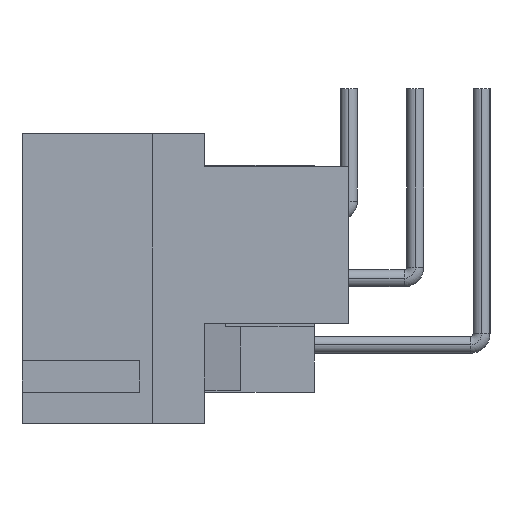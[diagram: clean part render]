
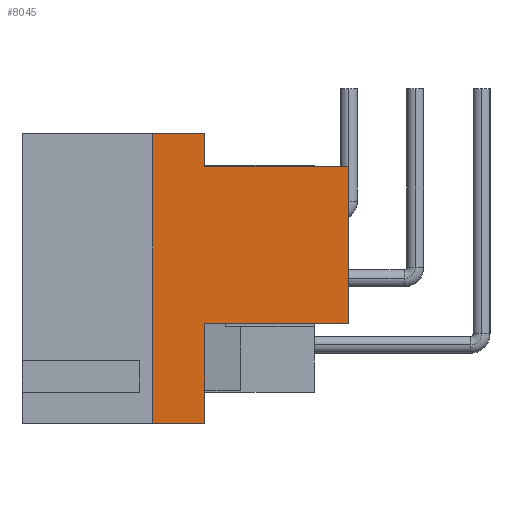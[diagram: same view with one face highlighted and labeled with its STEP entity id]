
A CAD part, left-side view. The second image highlights one B-rep face of the part: STEP entity #8045.
In plain terms, the highlighted planar face has unit normal (-1, 0, 0).
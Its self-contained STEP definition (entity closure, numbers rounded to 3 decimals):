
#13=DIRECTION('',(0.,1.,0.));
#14=VECTOR('',#13,2.);
#15=CARTESIAN_POINT('',(-27.,-7.,-5.55));
#16=LINE('4199',#15,#14);
#37=DIRECTION('',(0.,1.,0.));
#38=VECTOR('',#37,2.);
#39=CARTESIAN_POINT('',(-27.,-7.,5.55));
#40=LINE('4151',#39,#38);
#41=DIRECTION('',(0.,0.,1.));
#42=VECTOR('',#41,1.27);
#43=CARTESIAN_POINT('',(-27.,-7.,4.28));
#44=LINE('4195',#43,#42);
#45=DIRECTION('',(0.,1.,0.));
#46=VECTOR('',#45,5.5);
#47=CARTESIAN_POINT('',(-27.,-12.5,4.28));
#48=LINE('4189',#47,#46);
#57=DIRECTION('',(0.,0.,-1.));
#58=VECTOR('',#57,6.);
#59=CARTESIAN_POINT('',(-27.,-12.5,4.28));
#60=LINE('4201',#59,#58);
#631=DIRECTION('',(0.,1.,0.));
#632=VECTOR('',#631,5.5);
#633=CARTESIAN_POINT('',(-27.,-12.5,-1.72));
#634=LINE('4197',#633,#632);
#697=DIRECTION('',(0.,0.,-1.));
#698=VECTOR('',#697,3.83);
#699=CARTESIAN_POINT('',(-27.,-7.,-1.72));
#700=LINE('4198',#699,#698);
#885=DIRECTION('',(0.,0.,1.));
#886=VECTOR('',#885,11.1);
#887=CARTESIAN_POINT('',(-27.,-5.,-5.55));
#888=LINE('4200',#887,#886);
#6225=CARTESIAN_POINT('',(-27.,-7.,5.55));
#6226=VERTEX_POINT('',#6225);
#6227=CARTESIAN_POINT('',(-27.,-5.,5.55));
#6228=VERTEX_POINT('',#6227);
#6289=CARTESIAN_POINT('',(-27.,-12.5,4.28));
#6290=VERTEX_POINT('',#6289);
#6291=CARTESIAN_POINT('',(-27.,-7.,4.28));
#6292=VERTEX_POINT('',#6291);
#6299=CARTESIAN_POINT('',(-27.,-12.5,-1.72));
#6300=CARTESIAN_POINT('',(-27.,-7.,-1.72));
#6301=VERTEX_POINT('',#6299);
#6302=VERTEX_POINT('',#6300);
#6303=CARTESIAN_POINT('',(-27.,-7.,-5.55));
#6304=VERTEX_POINT('',#6303);
#6305=CARTESIAN_POINT('',(-27.,-5.,-5.55));
#6306=VERTEX_POINT('',#6305);
#8023=CARTESIAN_POINT('',(-27.,0.,-5.55));
#8024=DIRECTION('',(-1.,0.,0.));
#8025=DIRECTION('',(0.,0.,1.));
#8026=AXIS2_PLACEMENT_3D('',#8023,#8024,#8025);
#8027=PLANE('3588',#8026);
#8029=ORIENTED_EDGE('4201',*,*,#8028,.T.);
#8031=ORIENTED_EDGE('4197',*,*,#8030,.T.);
#8033=ORIENTED_EDGE('4198',*,*,#8032,.T.);
#8034=ORIENTED_EDGE('4199',*,*,#8006,.T.);
#8036=ORIENTED_EDGE('4200',*,*,#8035,.T.);
#8038=ORIENTED_EDGE('4151',*,*,#8037,.F.);
#8040=ORIENTED_EDGE('4195',*,*,#8039,.F.);
#8042=ORIENTED_EDGE('4189',*,*,#8041,.F.);
#8043=EDGE_LOOP('3588',(#8029,#8031,#8033,#8034,#8036,#8038,#8040,#8042));
#8044=FACE_OUTER_BOUND('3588',#8043,.F.);
#8045=ADVANCED_FACE('3588',(#8044),#8027,.T.);
#8006=EDGE_CURVE('4199',#6304,#6306,#16,.T.);
#8028=EDGE_CURVE('4201',#6290,#6301,#60,.T.);
#8030=EDGE_CURVE('4197',#6301,#6302,#634,.T.);
#8032=EDGE_CURVE('4198',#6302,#6304,#700,.T.);
#8035=EDGE_CURVE('4200',#6306,#6228,#888,.T.);
#8037=EDGE_CURVE('4151',#6226,#6228,#40,.T.);
#8039=EDGE_CURVE('4195',#6292,#6226,#44,.T.);
#8041=EDGE_CURVE('4189',#6290,#6292,#48,.T.);
